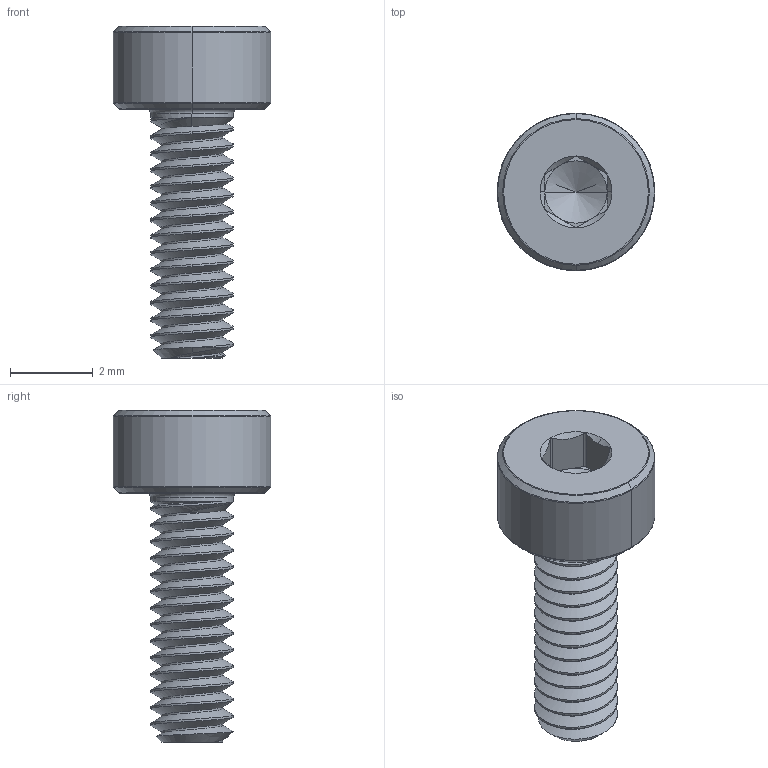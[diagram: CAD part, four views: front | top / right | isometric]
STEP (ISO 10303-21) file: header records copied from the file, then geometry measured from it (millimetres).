
FILE_DESCRIPTION (( 'STEP AP203' ), '1' );
FILE_NAME ('92290A013_Super-Corrosion-Resistant 316 Stainless Steel Socket Head Screw.STEP', '2022-11-29T16:27:32', ( 'Administrator' ), ( 'Managed by Terraform' ), 'SwSTEP 2.0', 'SolidWorks 2017', '' );
FILE_SCHEMA (( 'CONFIG_CONTROL_DESIGN' ));
Length unit declared in the file: millimetre
Products named in the file (1): 92290A013_Super-Corrosion-Resistant 316 Stainless Steel Socket Head Screw
Bounding box: 3.8 x 3.8 x 8 mm (x, y, z)
Volume: 34.9 mm3; surface area: 104.4 mm2
Topology: 1 solids, 1 shells, 79 faces, 201 edges, 124 vertices
Faces by surface type: cylinder 37, plane 15, cone 14, torus 10, bspline 3
Entity records: 4201 total; most frequent: CARTESIAN_POINT 2426, ORIENTED_EDGE 398, DIRECTION 321, EDGE_CURVE 199, AXIS2_PLACEMENT_3D 127, VERTEX_POINT 124, EDGE_LOOP 81, FACE_OUTER_BOUND 79
